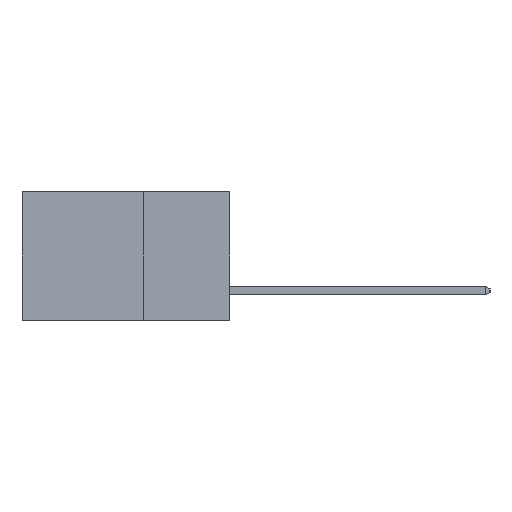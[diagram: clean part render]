
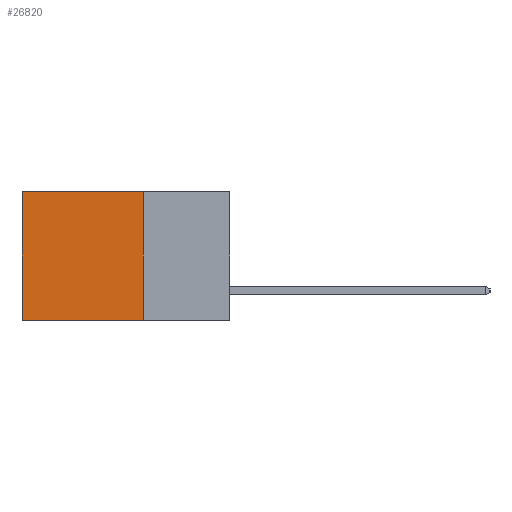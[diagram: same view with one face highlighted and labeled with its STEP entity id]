
A CAD part, left-side view. The second image highlights one B-rep face of the part: STEP entity #26820.
In plain terms, the highlighted planar face has unit normal (-1, 0, 0).
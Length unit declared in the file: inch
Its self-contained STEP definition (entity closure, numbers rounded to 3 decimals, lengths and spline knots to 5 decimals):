
#2783 = VECTOR ( 'NONE', #27329, 39.37008 ) ;
#3418 = EDGE_CURVE ( 'NONE', #20568, #19255, #11298, .T. ) ;
#4471 = EDGE_LOOP ( 'NONE', ( #23868, #26860, #21741, #20114 ) ) ;
#5234 = DIRECTION ( 'NONE',  ( 0., 1., 0. ) ) ;
#5840 = VECTOR ( 'NONE', #8987, 39.37008 ) ;
#6357 = CARTESIAN_POINT ( 'NONE',  ( 0.298, 0.25, 0. ) ) ;
#6505 = VERTEX_POINT ( 'NONE', #22351 ) ;
#6619 = EDGE_CURVE ( 'NONE', #6505, #19255, #21272, .T. ) ;
#7202 = EDGE_CURVE ( 'NONE', #17328, #20568, #29123, .T. ) ;
#8709 = DIRECTION ( 'NONE',  ( 1., 0., 0. ) ) ;
#8816 = EDGE_CURVE ( 'NONE', #17328, #6505, #25770, .T. ) ;
#8987 = DIRECTION ( 'NONE',  ( 0., 1., 0. ) ) ;
#11298 = LINE ( 'NONE', #22763, #5840 ) ;
#16803 = CARTESIAN_POINT ( 'NONE',  ( 0.298, 0.25, 0. ) ) ;
#17328 = VERTEX_POINT ( 'NONE', #25377 ) ;
#17705 = CARTESIAN_POINT ( 'NONE',  ( 0.298, 0.25, 0. ) ) ;
#18989 = VECTOR ( 'NONE', #5234, 39.37008 ) ;
#19255 = VERTEX_POINT ( 'NONE', #21043 ) ;
#20026 = DIRECTION ( 'NONE',  ( 0., 0., -1. ) ) ;
#20114 = ORIENTED_EDGE ( 'NONE', *, *, #8816, .T. ) ;
#20568 = VERTEX_POINT ( 'NONE', #29542 ) ;
#21043 = CARTESIAN_POINT ( 'NONE',  ( 0.298, 0.6, -0.37 ) ) ;
#21272 = LINE ( 'NONE', #25025, #2783 ) ;
#21741 = ORIENTED_EDGE ( 'NONE', *, *, #7202, .F. ) ;
#22351 = CARTESIAN_POINT ( 'NONE',  ( 0.298, 0.6, 0. ) ) ;
#22481 = PLANE ( 'NONE',  #23834 ) ;
#22763 = CARTESIAN_POINT ( 'NONE',  ( 0.298, 0.25, -0.37 ) ) ;
#23031 = VECTOR ( 'NONE', #20026, 39.37008 ) ;
#23834 = AXIS2_PLACEMENT_3D ( 'NONE', #6357, #8709, #24749 ) ;
#23868 = ORIENTED_EDGE ( 'NONE', *, *, #6619, .T. ) ;
#24749 = DIRECTION ( 'NONE',  ( 0., 0., -1. ) ) ;
#25025 = CARTESIAN_POINT ( 'NONE',  ( 0.298, 0.6, 0. ) ) ;
#25377 = CARTESIAN_POINT ( 'NONE',  ( 0.298, 0.25, 0. ) ) ;
#25770 = LINE ( 'NONE', #16803, #18989 ) ;
#26820 = ADVANCED_FACE ( 'NONE', ( #27390 ), #22481, .F. ) ;
#26860 = ORIENTED_EDGE ( 'NONE', *, *, #3418, .F. ) ;
#27329 = DIRECTION ( 'NONE',  ( 0., 0., -1. ) ) ;
#27390 = FACE_OUTER_BOUND ( 'NONE', #4471, .T. ) ;
#29123 = LINE ( 'NONE', #17705, #23031 ) ;
#29542 = CARTESIAN_POINT ( 'NONE',  ( 0.298, 0.25, -0.37 ) ) ;
